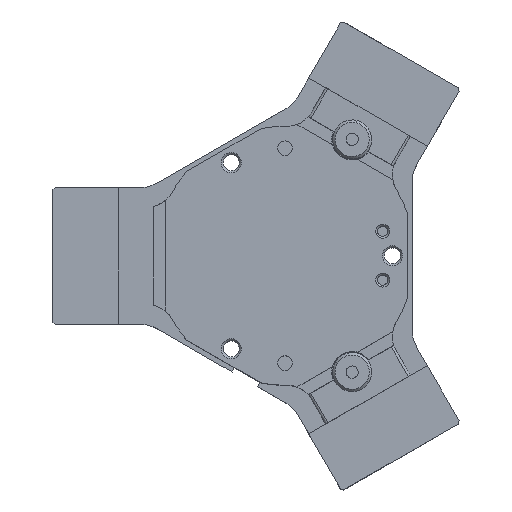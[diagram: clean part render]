
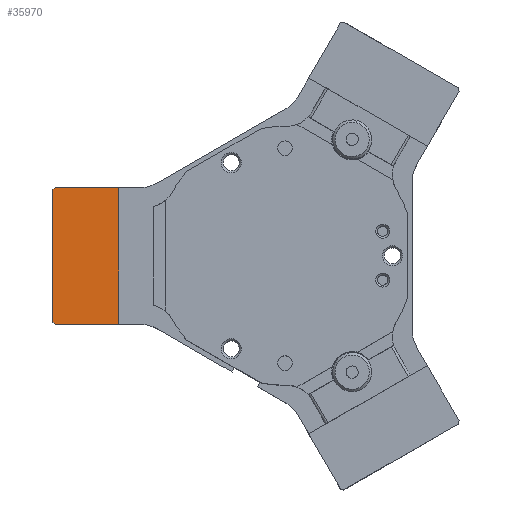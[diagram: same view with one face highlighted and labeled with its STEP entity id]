
A CAD part, top view. The second image highlights one B-rep face of the part: STEP entity #35970.
In plain terms, the highlighted face is planar.
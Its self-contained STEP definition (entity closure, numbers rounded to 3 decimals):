
#321 = DIRECTION ( 'NONE',  ( 0.707, 0., -0.707 ) ) ;
#1380 = ORIENTED_EDGE ( 'NONE', *, *, #39553, .T. ) ;
#1423 = VERTEX_POINT ( 'NONE', #12731 ) ;
#1751 = CARTESIAN_POINT ( 'NONE',  ( -14., -10., 13.5 ) ) ;
#1865 = EDGE_CURVE ( 'NONE', #17843, #1423, #29527, .T. ) ;
#1958 = DIRECTION ( 'NONE',  ( 0., 0., -1. ) ) ;
#3184 = CARTESIAN_POINT ( 'NONE',  ( -14., -10., 0. ) ) ;
#3192 = LINE ( 'NONE', #38355, #21971 ) ;
#3692 = VERTEX_POINT ( 'NONE', #12374 ) ;
#5089 = DIRECTION ( 'NONE',  ( 0., 0., 1. ) ) ;
#5553 = DIRECTION ( 'NONE',  ( 0., 1., 0. ) ) ;
#9240 = CARTESIAN_POINT ( 'NONE',  ( -14., -10., 13.5 ) ) ;
#9411 = EDGE_CURVE ( 'NONE', #3692, #18394, #34729, .T. ) ;
#9613 = VECTOR ( 'NONE', #35701, 1000. ) ;
#12374 = CARTESIAN_POINT ( 'NONE',  ( 13.5, -10., 0. ) ) ;
#12731 = CARTESIAN_POINT ( 'NONE',  ( 14., -10., 13.5 ) ) ;
#16583 = VECTOR ( 'NONE', #36151, 1000. ) ;
#16937 = ORIENTED_EDGE ( 'NONE', *, *, #9411, .T. ) ;
#17843 = VERTEX_POINT ( 'NONE', #36062 ) ;
#18173 = DIRECTION ( 'NONE',  ( 1., 0., 0. ) ) ;
#18394 = VERTEX_POINT ( 'NONE', #33184 ) ;
#19096 = VECTOR ( 'NONE', #321, 1000. ) ;
#19426 = ORIENTED_EDGE ( 'NONE', *, *, #38211, .T. ) ;
#20476 = VECTOR ( 'NONE', #18173, 1000. ) ;
#21136 = ORIENTED_EDGE ( 'NONE', *, *, #26348, .F. ) ;
#21503 = CARTESIAN_POINT ( 'NONE',  ( -13.5, -10., 0. ) ) ;
#21534 = ORIENTED_EDGE ( 'NONE', *, *, #26823, .T. ) ;
#21971 = VECTOR ( 'NONE', #1958, 1000. ) ;
#24312 = AXIS2_PLACEMENT_3D ( 'NONE', #1751, #5553, #5089 ) ;
#24842 = VECTOR ( 'NONE', #37997, 1000. ) ;
#24866 = ORIENTED_EDGE ( 'NONE', *, *, #1865, .F. ) ;
#25030 = LINE ( 'NONE', #3184, #20476 ) ;
#26348 = EDGE_CURVE ( 'NONE', #1423, #18394, #3192, .T. ) ;
#26823 = EDGE_CURVE ( 'NONE', #17843, #33583, #32804, .T. ) ;
#27799 = FACE_OUTER_BOUND ( 'NONE', #28229, .T. ) ;
#28229 = EDGE_LOOP ( 'NONE', ( #21534, #19426, #1380, #16937, #21136, #24866 ) ) ;
#28254 = CARTESIAN_POINT ( 'NONE',  ( -14., -10., 13.5 ) ) ;
#29527 = LINE ( 'NONE', #28254, #9613 ) ;
#31007 = LINE ( 'NONE', #31414, #19096 ) ;
#31414 = CARTESIAN_POINT ( 'NONE',  ( -14., -10., 0.5 ) ) ;
#32408 = CARTESIAN_POINT ( 'NONE',  ( -14., -10., 0.5 ) ) ;
#32804 = LINE ( 'NONE', #9240, #24842 ) ;
#33184 = CARTESIAN_POINT ( 'NONE',  ( 14., -10., 0.5 ) ) ;
#33583 = VERTEX_POINT ( 'NONE', #32408 ) ;
#34729 = LINE ( 'NONE', #43616, #16583 ) ;
#35701 = DIRECTION ( 'NONE',  ( 1., 0., 0. ) ) ;
#35970 = ADVANCED_FACE ( 'NONE', ( #27799 ), #45624, .F. ) ;
#36062 = CARTESIAN_POINT ( 'NONE',  ( -14., -10., 13.5 ) ) ;
#36151 = DIRECTION ( 'NONE',  ( 0.707, 0., 0.707 ) ) ;
#37997 = DIRECTION ( 'NONE',  ( 0., 0., -1. ) ) ;
#38211 = EDGE_CURVE ( 'NONE', #33583, #46363, #31007, .T. ) ;
#38355 = CARTESIAN_POINT ( 'NONE',  ( 14., -10., 13.5 ) ) ;
#39553 = EDGE_CURVE ( 'NONE', #46363, #3692, #25030, .T. ) ;
#43616 = CARTESIAN_POINT ( 'NONE',  ( 14., -10., 0.5 ) ) ;
#45624 = PLANE ( 'NONE',  #24312 ) ;
#46363 = VERTEX_POINT ( 'NONE', #21503 ) ;
